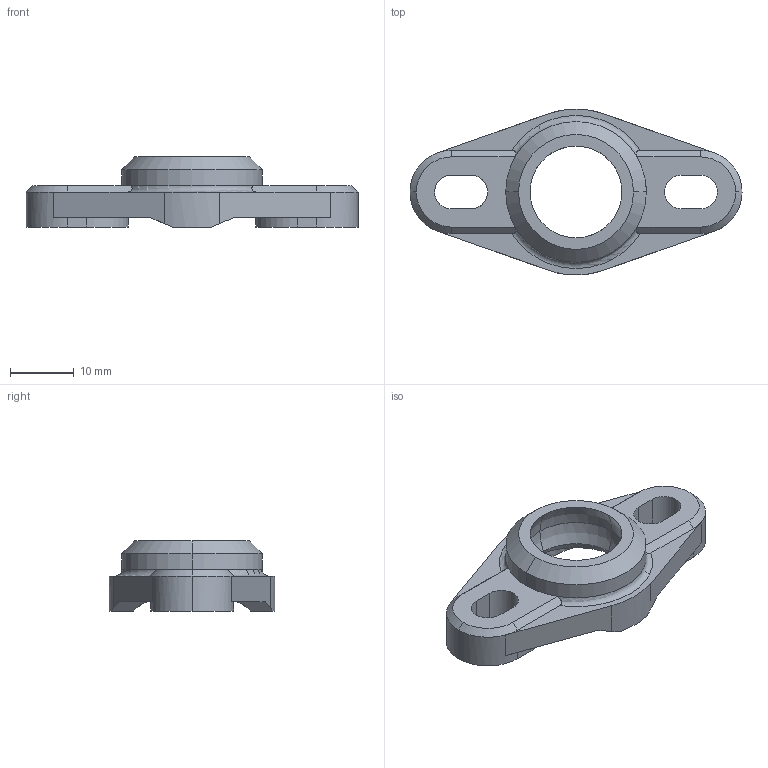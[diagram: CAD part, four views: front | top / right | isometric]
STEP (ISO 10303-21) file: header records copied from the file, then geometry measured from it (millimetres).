
FILE_DESCRIPTION (( 'STEP AP203' ), '1' );
FILE_NAME ('efom-10_02_2_Default_sldprt.STEP', '2023-12-01T14:26:38', ( '' ), ( '' ), 'SwSTEP 2.0', 'SolidWorks 2023', '' );
FILE_SCHEMA (( 'CONFIG_CONTROL_DESIGN' ));
Length unit declared in the file: millimetre
Products named in the file (1): efom-10_02_2_Default_sldprt
Bounding box: 52 x 26 x 11 mm (x, y, z)
Volume: 4166.4 mm3; surface area: 3135.1 mm2
Topology: 1 solids, 1 shells, 66 faces, 192 edges, 128 vertices
Faces by surface type: plane 32, cylinder 16, sphere 8, cone 8, torus 2
Entity records: 2470 total; most frequent: CARTESIAN_POINT 657, ORIENTED_EDGE 384, DIRECTION 346, EDGE_CURVE 192, AXIS2_PLACEMENT_3D 132, VERTEX_POINT 128, VECTOR 82, LINE 82
